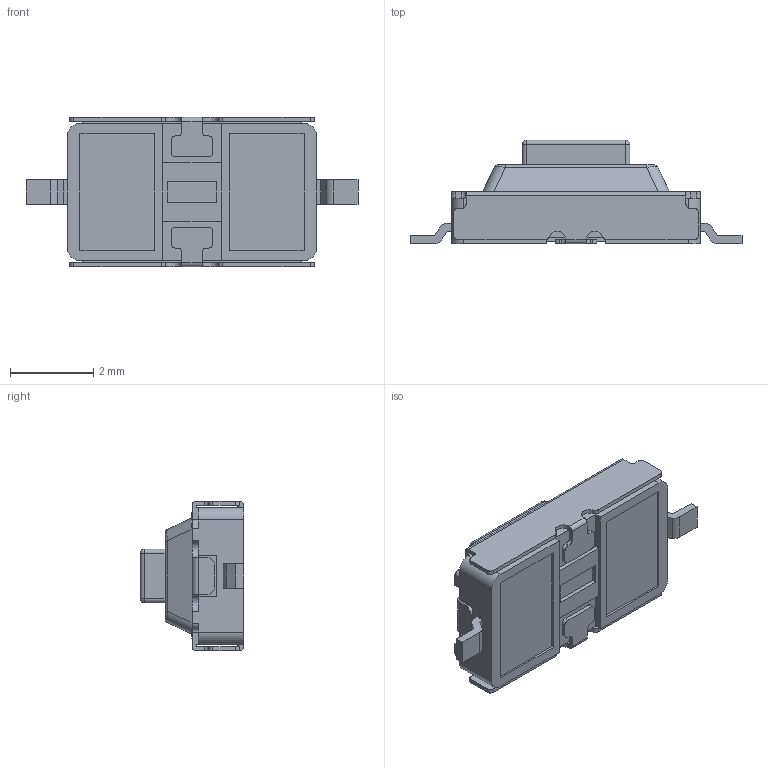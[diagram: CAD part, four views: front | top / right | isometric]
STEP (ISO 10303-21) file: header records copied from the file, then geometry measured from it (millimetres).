
FILE_DESCRIPTION (( 'STEP AP214' ), '1' );
FILE_NAME ('TS-1101-C-W.STEP', '2025-06-23T13:42:01', ( '' ), ( '' ), 'SwSTEP 2.0', 'SolidWorks 2025', '' );
FILE_SCHEMA (( 'AUTOMOTIVE_DESIGN' ));
Length unit declared in the file: millimetre
Products named in the file (1): TS-1101-C-W
Bounding box: 8 x 2.5 x 3.6 mm (x, y, z)
Volume: 33.9 mm3; surface area: 110.3 mm2
Topology: 1 solids, 1 shells, 221 faces, 612 edges, 396 vertices
Faces by surface type: plane 131, cylinder 82, sphere 4, bspline 4
Entity records: 9384 total; most frequent: CARTESIAN_POINT 1510, ORIENTED_EDGE 1216, DIRECTION 1188, EDGE_CURVE 608, LINE 440, VECTOR 440, VERTEX_POINT 396, AXIS2_PLACEMENT_3D 374
